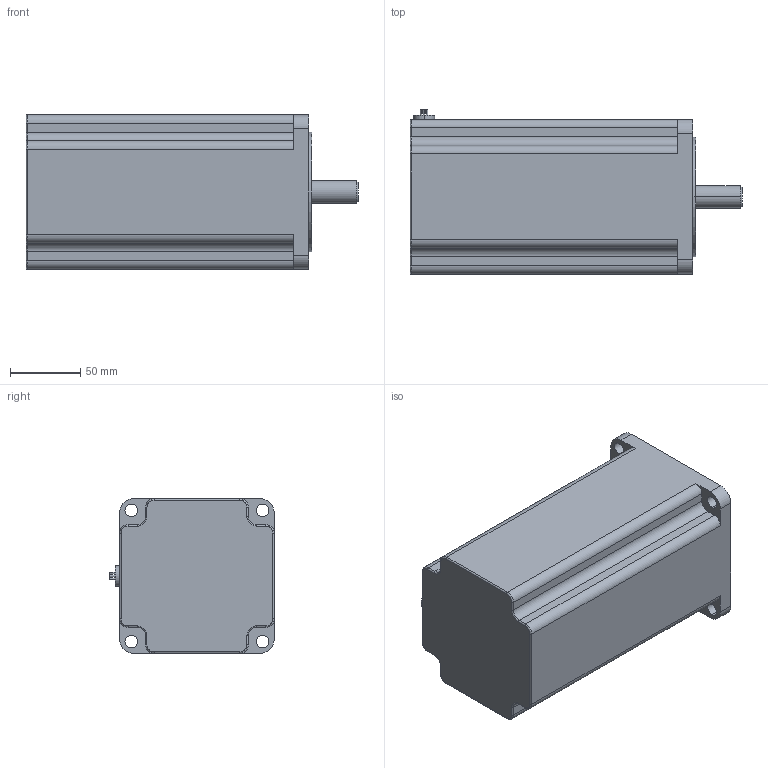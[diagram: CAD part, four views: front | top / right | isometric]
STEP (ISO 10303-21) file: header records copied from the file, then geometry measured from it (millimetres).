
FILE_DESCRIPTION (( 'STEP AP203' ), '1' );
FILE_NAME ('yk110hb201-08a.prt.step', '2018-02-05T08:44:02', ( '微软用户' ), ( '微软中国' ), 'SwSTEP 2.0', 'SolidWorks 2016', '' );
FILE_SCHEMA (( 'CONFIG_CONTROL_DESIGN' ));
Length unit declared in the file: millimetre
Products named in the file (1): yk110hb201-08a.prt
Bounding box: 236 x 116.86 x 109.86 mm (x, y, z)
Volume: 2175749 mm3; surface area: 109579.1 mm2
Topology: 1 solids, 1 shells, 97 faces, 235 edges, 148 vertices
Faces by surface type: cylinder 53, plane 29, bspline 12, cone 3
Entity records: 3268 total; most frequent: CARTESIAN_POINT 884, DIRECTION 501, ORIENTED_EDGE 470, EDGE_CURVE 235, AXIS2_PLACEMENT_3D 195, VERTEX_POINT 148, EDGE_LOOP 113, LINE 111
